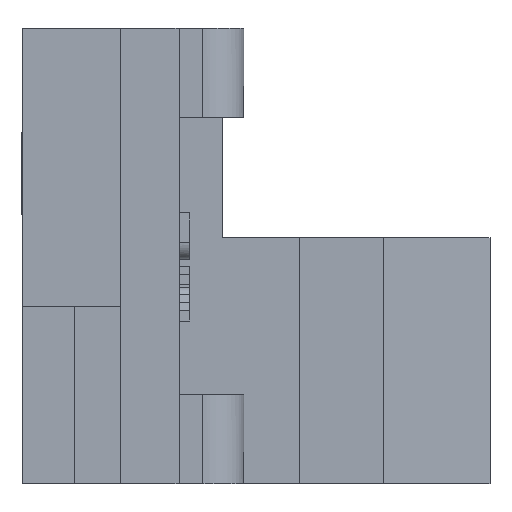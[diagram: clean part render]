
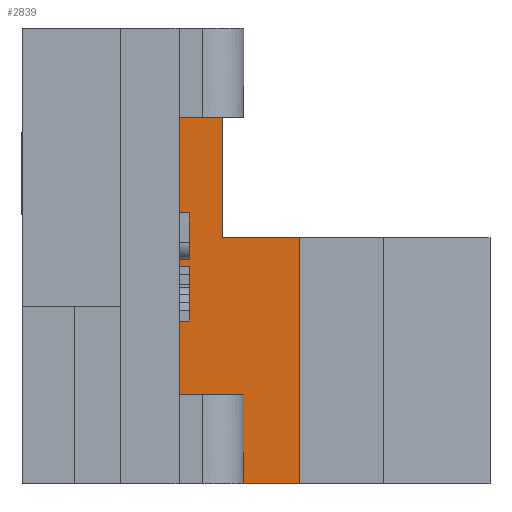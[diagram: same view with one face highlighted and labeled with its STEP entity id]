
A CAD part, left-side view. The second image highlights one B-rep face of the part: STEP entity #2839.
In plain terms, the highlighted free-form (B-spline) face has degree [1, 1] with [2, 2] control points.
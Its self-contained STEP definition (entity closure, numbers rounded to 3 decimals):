
#1883=CARTESIAN_POINT('V4',(11.5,-2.4,
   0.0));
#1884=VERTEX_POINT('V4',#1883);
#1890=CARTESIAN_POINT('V5',(11.5,-2.4,
   14.8));
#1891=VERTEX_POINT('V5',#1890);
#1892=CARTESIAN_POINT('E4',(11.5,-2.4,
   0.0));
#1893=CARTESIAN_POINT('E4',(11.5,-2.4,
   14.8));
#1894=B_SPLINE_CURVE_WITH_KNOTS('E4',1,(#1892,#1893),.POLYLINE_FORM.,
   .F.,.U.,(2,2),(0.0,2.077),.UNSPECIFIED.);
#1895=EDGE_CURVE('E4',#1884,#1891,#1894,.T.);
#2652=CARTESIAN_POINT('V102',(11.5,-6.3,
   0.0));
#2653=VERTEX_POINT('V102',#2652);
#2659=CARTESIAN_POINT('E138',(11.5,-2.4,
   0.0));
#2660=CARTESIAN_POINT('E138',(11.5,-6.3,
   0.0));
#2661=QUASI_UNIFORM_CURVE('E138',1,(#2659,#2660),.POLYLINE_FORM.,.F.,
   .U.);
#2662=EDGE_CURVE('E138',#1884,#2653,#2661,.T.);
#2684=CARTESIAN_POINT('V101',(11.5,-6.3,
   8.0));
#2685=VERTEX_POINT('V101',#2684);
#2691=CARTESIAN_POINT('E139',(11.5,-6.3,
   0.0));
#2692=CARTESIAN_POINT('E139',(11.5,-6.3,
   8.0));
#2693=B_SPLINE_CURVE_WITH_KNOTS('E139',1,(#2691,#2692),
   .POLYLINE_FORM.,.F.,.U.,(2,2),(0.0,2.051),
   .UNSPECIFIED.);
#2694=EDGE_CURVE('E139',#2653,#2685,#2693,.T.);
#2796=CARTESIAN_POINT('V83',(11.5,-3.8,
   8.0));
#2797=VERTEX_POINT('V83',#2796);
#2803=CARTESIAN_POINT('E136',(11.5,-6.3,
   8.0));
#2804=CARTESIAN_POINT('E136',(11.5,-3.8,
   8.0));
#2805=B_SPLINE_CURVE_WITH_KNOTS('E136',1,(#2803,#2804),
   .POLYLINE_FORM.,.F.,.U.,(2,2),(0.0,0.368),
   .UNSPECIFIED.);
#2806=EDGE_CURVE('E136',#2685,#2797,#2805,.T.);
#2816=CARTESIAN_POINT('F44',(11.5,-2.4,
   0.0));
#2817=CARTESIAN_POINT('F44',(11.5,-6.3,
   0.0));
#2818=CARTESIAN_POINT('F44',(11.5,-2.4,
   14.8));
#2819=CARTESIAN_POINT('F44',(11.5,-6.3,
   14.8));
#2820=B_SPLINE_SURFACE_WITH_KNOTS('F44',1,1,((#2816,#2818),(#2817,
   #2819)),.PLANE_SURF.,.F.,.F.,.U.,(2,2),(2,2),(0.0,1.0),(0.0,
   3.795),.UNSPECIFIED.);
#2821=ORIENTED_EDGE('E136',*,*,#2806,.T.);
#2822=CARTESIAN_POINT('V84',(11.5,-3.8,
   14.8));
#2823=VERTEX_POINT('V84',#2822);
#2824=CARTESIAN_POINT('E115',(11.5,-3.8,
   8.0));
#2825=CARTESIAN_POINT('E115',(11.5,-3.8,
   14.8));
#2826=QUASI_UNIFORM_CURVE('E115',1,(#2824,#2825),.POLYLINE_FORM.,.F.,
   .U.);
#2827=EDGE_CURVE('E115',#2797,#2823,#2826,.T.);
#2828=ORIENTED_EDGE('E115',*,*,#2827,.T.);
#2829=CARTESIAN_POINT('E137',(11.5,-3.8,
   14.8));
#2830=CARTESIAN_POINT('E137',(11.5,-2.4,
   14.8));
#2831=B_SPLINE_CURVE_WITH_KNOTS('E137',1,(#2829,#2830),
   .POLYLINE_FORM.,.F.,.U.,(2,2),(0.641,1.0),
   .UNSPECIFIED.);
#2832=EDGE_CURVE('E137',#2823,#1891,#2831,.T.);
#2833=ORIENTED_EDGE('E137',*,*,#2832,.T.);
#2834=ORIENTED_EDGE('E4',*,*,#1895,.F.);
#2835=ORIENTED_EDGE('E138',*,*,#2662,.T.);
#2836=ORIENTED_EDGE('E139',*,*,#2694,.T.);
#2837=EDGE_LOOP('F44',(#2821,#2828,#2833,#2834,#2835,#2836));
#2838=FACE_OUTER_BOUND('F44',#2837,.T.);
#2839=ADVANCED_FACE('F44',(#2838),#2820,.T.);
